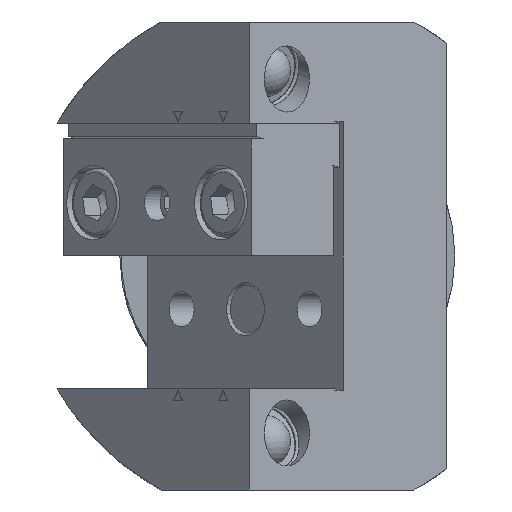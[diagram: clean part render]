
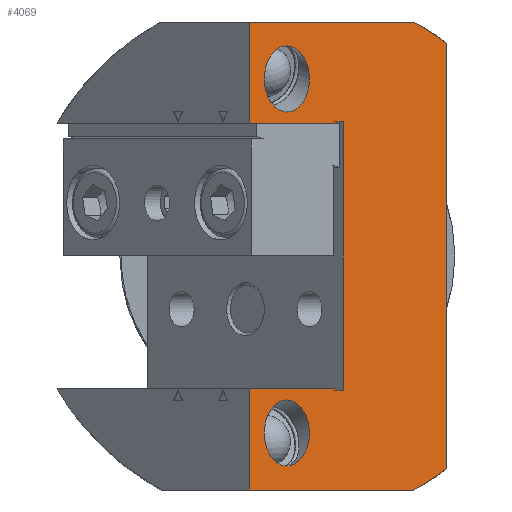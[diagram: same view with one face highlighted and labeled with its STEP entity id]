
A CAD part, left-side view. The second image highlights one B-rep face of the part: STEP entity #4069.
In plain terms, the highlighted planar face has unit normal (-0.707, -0.707, 0).
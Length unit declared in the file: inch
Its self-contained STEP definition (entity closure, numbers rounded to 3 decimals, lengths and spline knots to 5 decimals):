
#27=ELLIPSE('',#4313,2.78388,1.9685);
#28=ELLIPSE('',#4326,0.24455,0.23622);
#29=ELLIPSE('',#4327,0.24455,0.23622);
#30=ELLIPSE('',#4336,0.24455,0.23622);
#31=ELLIPSE('',#4337,0.24455,0.23622);
#32=ELLIPSE('',#4387,2.78388,1.9685);
#261=FACE_BOUND('',#1295,.T.);
#262=FACE_BOUND('',#1296,.T.);
#293=LINE('',#5756,#554);
#351=LINE('',#6069,#612);
#360=LINE('',#6093,#621);
#369=LINE('',#6166,#630);
#373=LINE('',#6174,#634);
#378=LINE('',#6191,#639);
#392=LINE('',#6274,#653);
#430=LINE('',#6719,#691);
#441=LINE('',#6779,#702);
#444=LINE('',#6783,#705);
#446=LINE('',#6788,#707);
#449=LINE('',#6792,#710);
#554=VECTOR('',#4671,0.3937);
#612=VECTOR('',#4899,0.3937);
#621=VECTOR('',#4918,0.3937);
#630=VECTOR('',#4937,0.3937);
#634=VECTOR('',#4943,0.3937);
#639=VECTOR('',#4960,0.3937);
#653=VECTOR('',#5024,0.3937);
#691=VECTOR('',#5168,0.3937);
#702=VECTOR('',#5233,0.3937);
#705=VECTOR('',#5238,0.3937);
#707=VECTOR('',#5242,0.3937);
#710=VECTOR('',#5247,0.3937);
#874=PLANE('',#4428);
#1042=FACE_OUTER_BOUND('',#1294,.T.);
#1294=EDGE_LOOP('',(#3171,#3172,#3173,#3174,#3175,#3176,#3177,#3178,#3179,
#3180,#3181,#3182,#3183,#3184));
#1295=EDGE_LOOP('',(#3185,#3186));
#1296=EDGE_LOOP('',(#3187,#3188));
#1616=VERTEX_POINT('',#5753);
#1617=VERTEX_POINT('',#5755);
#1699=VERTEX_POINT('',#6065);
#1701=VERTEX_POINT('',#6068);
#1711=VERTEX_POINT('',#6092);
#1724=VERTEX_POINT('',#6165);
#1727=VERTEX_POINT('',#6173);
#1731=VERTEX_POINT('',#6184);
#1733=VERTEX_POINT('',#6190);
#1746=VERTEX_POINT('',#6222);
#1747=VERTEX_POINT('',#6223);
#1753=VERTEX_POINT('',#6241);
#1754=VERTEX_POINT('',#6242);
#1759=VERTEX_POINT('',#6273);
#1808=VERTEX_POINT('',#6716);
#1809=VERTEX_POINT('',#6718);
#1831=VERTEX_POINT('',#6778);
#1833=VERTEX_POINT('',#6787);
#2022=EDGE_CURVE('',#1617,#1616,#293,.T.);
#2139=EDGE_CURVE('',#1701,#1699,#351,.T.);
#2151=EDGE_CURVE('',#1711,#1617,#360,.T.);
#2166=EDGE_CURVE('',#1711,#1724,#369,.T.);
#2170=EDGE_CURVE('',#1727,#1699,#373,.T.);
#2175=EDGE_CURVE('',#1724,#1731,#27,.T.);
#2178=EDGE_CURVE('',#1731,#1733,#378,.T.);
#2193=EDGE_CURVE('',#1746,#1747,#28,.T.);
#2194=EDGE_CURVE('',#1747,#1746,#29,.T.);
#2201=EDGE_CURVE('',#1753,#1754,#30,.T.);
#2202=EDGE_CURVE('',#1754,#1753,#31,.T.);
#2208=EDGE_CURVE('',#1759,#1701,#392,.T.);
#2278=EDGE_CURVE('',#1733,#1727,#32,.T.);
#2286=EDGE_CURVE('',#1809,#1808,#430,.T.);
#2314=EDGE_CURVE('',#1831,#1809,#441,.T.);
#2317=EDGE_CURVE('',#1616,#1831,#444,.T.);
#2319=EDGE_CURVE('',#1833,#1759,#446,.T.);
#2322=EDGE_CURVE('',#1808,#1833,#449,.T.);
#3171=ORIENTED_EDGE('',*,*,#2022,.T.);
#3172=ORIENTED_EDGE('',*,*,#2317,.T.);
#3173=ORIENTED_EDGE('',*,*,#2314,.T.);
#3174=ORIENTED_EDGE('',*,*,#2286,.T.);
#3175=ORIENTED_EDGE('',*,*,#2322,.T.);
#3176=ORIENTED_EDGE('',*,*,#2319,.T.);
#3177=ORIENTED_EDGE('',*,*,#2208,.T.);
#3178=ORIENTED_EDGE('',*,*,#2139,.T.);
#3179=ORIENTED_EDGE('',*,*,#2170,.F.);
#3180=ORIENTED_EDGE('',*,*,#2278,.F.);
#3181=ORIENTED_EDGE('',*,*,#2178,.F.);
#3182=ORIENTED_EDGE('',*,*,#2175,.F.);
#3183=ORIENTED_EDGE('',*,*,#2166,.F.);
#3184=ORIENTED_EDGE('',*,*,#2151,.T.);
#3185=ORIENTED_EDGE('',*,*,#2193,.T.);
#3186=ORIENTED_EDGE('',*,*,#2194,.T.);
#3187=ORIENTED_EDGE('',*,*,#2201,.T.);
#3188=ORIENTED_EDGE('',*,*,#2202,.T.);
#4069=ADVANCED_FACE('',(#1042,#261,#262),#874,.F.);
#4313=AXIS2_PLACEMENT_3D('',#6185,#4953,#4954);
#4326=AXIS2_PLACEMENT_3D('',#6224,#4989,#4990);
#4327=AXIS2_PLACEMENT_3D('',#6225,#4991,#4992);
#4336=AXIS2_PLACEMENT_3D('',#6243,#5011,#5012);
#4337=AXIS2_PLACEMENT_3D('',#6244,#5013,#5014);
#4387=AXIS2_PLACEMENT_3D('',#6701,#5150,#5151);
#4428=AXIS2_PLACEMENT_3D('',#6801,#5258,#5259);
#4671=DIRECTION('',(0.707,-0.707,0.));
#4899=DIRECTION('',(0.,0.,-1.));
#4918=DIRECTION('',(0.,0.,-1.));
#4937=DIRECTION('',(0.707,-0.707,0.));
#4943=DIRECTION('',(-0.707,0.707,0.));
#4953=DIRECTION('center_axis',(0.707,0.707,0.));
#4954=DIRECTION('ref_axis',(-0.707,0.707,0.));
#4960=DIRECTION('',(0.,0.,-1.));
#4989=DIRECTION('center_axis',(0.707,0.707,0.));
#4990=DIRECTION('ref_axis',(0.,0.,
1.));
#4991=DIRECTION('center_axis',(0.707,0.707,0.));
#4992=DIRECTION('ref_axis',(0.,0.,
1.));
#5011=DIRECTION('center_axis',(0.707,0.707,0.));
#5012=DIRECTION('ref_axis',(0.,0.,
-1.));
#5013=DIRECTION('center_axis',(0.707,0.707,0.));
#5014=DIRECTION('ref_axis',(0.,0.,
-1.));
#5024=DIRECTION('',(-0.707,0.707,0.));
#5150=DIRECTION('center_axis',(0.707,0.707,0.));
#5151=DIRECTION('ref_axis',(-0.707,0.707,0.));
#5168=DIRECTION('',(0.,0.,-1.));
#5233=DIRECTION('',(0.707,-0.707,0.));
#5238=DIRECTION('',(0.,0.,1.));
#5242=DIRECTION('',(0.,0.,1.));
#5247=DIRECTION('',(-0.707,0.707,0.));
#5258=DIRECTION('center_axis',(0.707,0.707,0.));
#5259=DIRECTION('ref_axis',(0.,0.,-1.));
#5753=CARTESIAN_POINT('',(-3.15684,-0.3584,0.98425));
#5755=CARTESIAN_POINT('',(-3.79713,0.28189,0.98425));
#5756=CARTESIAN_POINT('',(-2.95637,-0.55887,0.98425));
#6065=CARTESIAN_POINT('',(-3.79713,0.28189,-1.73228));
#6068=CARTESIAN_POINT('',(-3.79713,0.28189,-0.98425));
#6069=CARTESIAN_POINT('',(-3.79713,0.28189,0.));
#6092=CARTESIAN_POINT('',(-3.79713,0.28189,1.73228));
#6093=CARTESIAN_POINT('',(-3.79713,0.28189,0.));
#6165=CARTESIAN_POINT('',(-2.58026,-0.93499,1.73228));
#6166=CARTESIAN_POINT('',(-3.47476,-0.04048,1.73228));
#6173=CARTESIAN_POINT('',(-2.58026,-0.93499,-1.73228));
#6174=CARTESIAN_POINT('',(-3.00727,-0.50798,-1.73228));
#6184=CARTESIAN_POINT('',(-2.33414,-1.1811,1.5748));
#6185=CARTESIAN_POINT('Origin',(-3.51524,0.,
0.));
#6190=CARTESIAN_POINT('',(-2.33414,-1.1811,-1.5748));
#6191=CARTESIAN_POINT('',(-2.33414,-1.1811,1.65354));
#6222=CARTESIAN_POINT('',(-3.51875,0.0035,1.06577));
#6223=CARTESIAN_POINT('',(-3.68578,0.17053,1.31032));
#6224=CARTESIAN_POINT('Origin',(-3.51875,0.0035,1.31032));
#6225=CARTESIAN_POINT('Origin',(-3.51875,0.0035,1.31032));
#6241=CARTESIAN_POINT('',(-3.51875,0.0035,-1.06577));
#6242=CARTESIAN_POINT('',(-3.68578,0.17053,-1.31032));
#6243=CARTESIAN_POINT('Origin',(-3.51875,0.0035,-1.31032));
#6244=CARTESIAN_POINT('Origin',(-3.51875,0.0035,-1.31032));
#6273=CARTESIAN_POINT('',(-3.15684,-0.3584,-0.98425));
#6274=CARTESIAN_POINT('',(-3.27652,-0.23872,-0.98425));
#6701=CARTESIAN_POINT('Origin',(-3.51524,0.,
0.));
#6716=CARTESIAN_POINT('',(-3.10116,-0.41408,-0.99213));
#6718=CARTESIAN_POINT('',(-3.10116,-0.41408,0.99213));
#6719=CARTESIAN_POINT('',(-3.10116,-0.41408,-0.49606));
#6778=CARTESIAN_POINT('',(-3.15684,-0.3584,0.99213));
#6779=CARTESIAN_POINT('',(-2.92853,-0.58671,0.99213));
#6783=CARTESIAN_POINT('',(-3.15684,-0.3584,0.49606));
#6787=CARTESIAN_POINT('',(-3.15684,-0.3584,-0.99213));
#6788=CARTESIAN_POINT('',(-3.15684,-0.3584,-0.49213));
#6792=CARTESIAN_POINT('',(-2.95637,-0.55887,-0.99213));
#6801=CARTESIAN_POINT('Origin',(-2.75591,-0.75934,0.));
